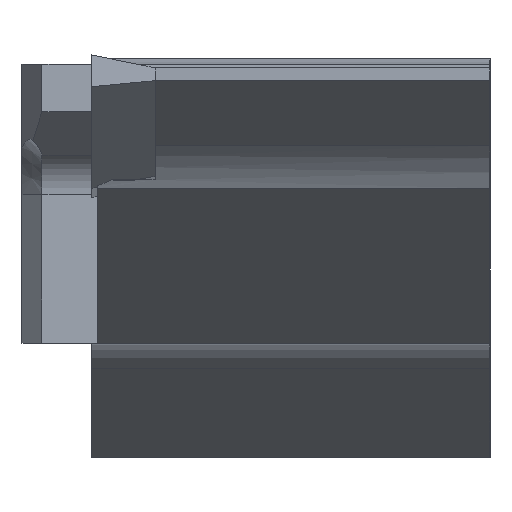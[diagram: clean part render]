
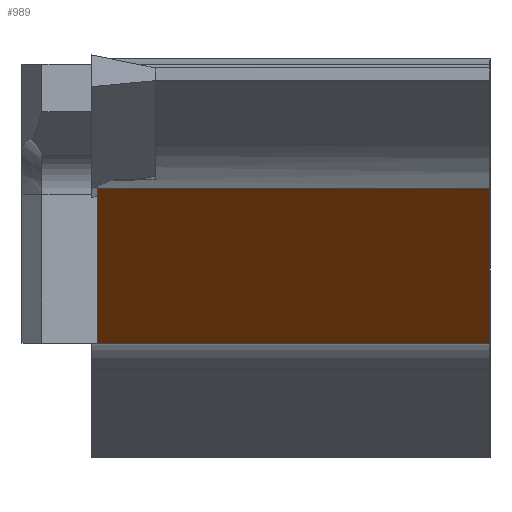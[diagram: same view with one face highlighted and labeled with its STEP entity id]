
A CAD part, left-side view. The second image highlights one B-rep face of the part: STEP entity #989.
In plain terms, the highlighted planar face has unit normal (-0.616, 0, -0.788).
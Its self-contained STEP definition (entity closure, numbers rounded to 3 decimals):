
#13 = DIRECTION ( 'NONE',  ( -0.788, 0., 0.616 ) ) ;
#160 = CARTESIAN_POINT ( 'NONE',  ( 16.5, -0.3, -14.271 ) ) ;
#201 = VECTOR ( 'NONE', #218, 1000. ) ;
#212 = VERTEX_POINT ( 'NONE', #1597 ) ;
#218 = DIRECTION ( 'NONE',  ( 0., -1., 0. ) ) ;
#238 = ORIENTED_EDGE ( 'NONE', *, *, #1306, .T. ) ;
#255 = DIRECTION ( 'NONE',  ( -0.788, 0., 0.616 ) ) ;
#336 = EDGE_CURVE ( 'NONE', #1112, #996, #1162, .T. ) ;
#441 = EDGE_CURVE ( 'NONE', #1112, #1467, #738, .T. ) ;
#618 = ORIENTED_EDGE ( 'NONE', *, *, #674, .F. ) ;
#648 = CARTESIAN_POINT ( 'NONE',  ( 6.557, -0.3, -6.502 ) ) ;
#658 = LINE ( 'NONE', #1346, #1785 ) ;
#674 = EDGE_CURVE ( 'NONE', #1467, #212, #1381, .T. ) ;
#691 = CARTESIAN_POINT ( 'NONE',  ( 16.5, -20., -14.271 ) ) ;
#738 = LINE ( 'NONE', #160, #1859 ) ;
#816 = CARTESIAN_POINT ( 'NONE',  ( 6.557, 160.2, -6.502 ) ) ;
#880 = AXIS2_PLACEMENT_3D ( 'NONE', #1531, #962, #1819 ) ;
#962 = DIRECTION ( 'NONE',  ( 0.616, 0., 0.788 ) ) ;
#974 = EDGE_LOOP ( 'NONE', ( #1071, #1503, #238, #618 ) ) ;
#989 = ADVANCED_FACE ( 'NONE', ( #1036 ), #1517, .F. ) ;
#996 = VERTEX_POINT ( 'NONE', #691 ) ;
#1036 = FACE_OUTER_BOUND ( 'NONE', #974, .T. ) ;
#1071 = ORIENTED_EDGE ( 'NONE', *, *, #441, .F. ) ;
#1112 = VERTEX_POINT ( 'NONE', #1279 ) ;
#1162 = LINE ( 'NONE', #1250, #1493 ) ;
#1250 = CARTESIAN_POINT ( 'NONE',  ( 16.5, 160.2, -14.271 ) ) ;
#1279 = CARTESIAN_POINT ( 'NONE',  ( 16.5, -0.3, -14.271 ) ) ;
#1306 = EDGE_CURVE ( 'NONE', #996, #212, #658, .T. ) ;
#1346 = CARTESIAN_POINT ( 'NONE',  ( -0.669, -20., -0.857 ) ) ;
#1381 = LINE ( 'NONE', #816, #201 ) ;
#1453 = DIRECTION ( 'NONE',  ( 0., -1., 0. ) ) ;
#1467 = VERTEX_POINT ( 'NONE', #648 ) ;
#1493 = VECTOR ( 'NONE', #1453, 1000. ) ;
#1503 = ORIENTED_EDGE ( 'NONE', *, *, #336, .T. ) ;
#1517 = PLANE ( 'NONE',  #880 ) ;
#1531 = CARTESIAN_POINT ( 'NONE',  ( 16.5, 160.2, -14.271 ) ) ;
#1597 = CARTESIAN_POINT ( 'NONE',  ( 6.557, -20., -6.502 ) ) ;
#1785 = VECTOR ( 'NONE', #255, 1000. ) ;
#1819 = DIRECTION ( 'NONE',  ( 0.788, 0., -0.616 ) ) ;
#1859 = VECTOR ( 'NONE', #13, 1000. ) ;
